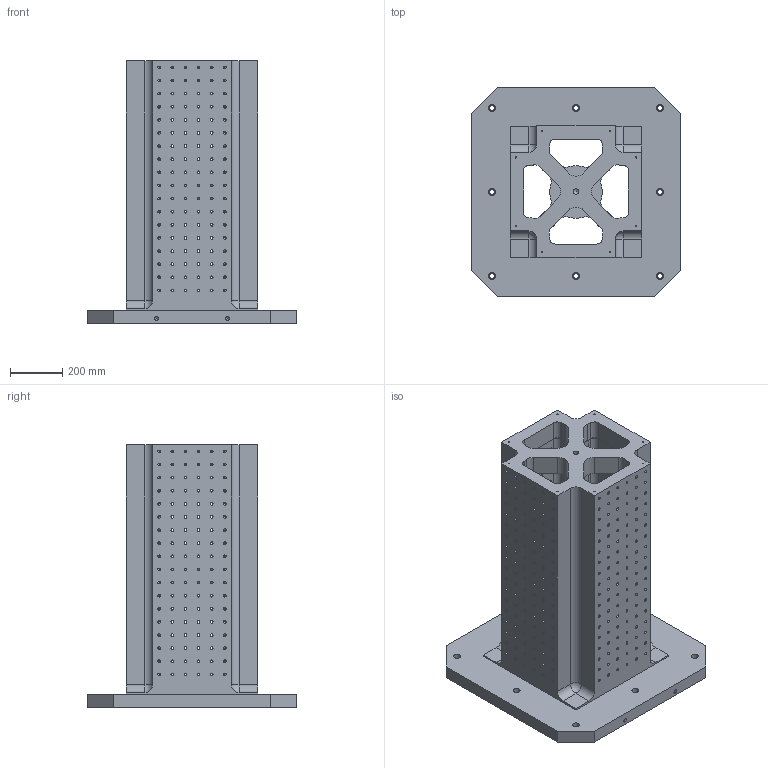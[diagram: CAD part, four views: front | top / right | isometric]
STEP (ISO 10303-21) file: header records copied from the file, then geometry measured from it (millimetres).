
FILE_DESCRIPTION( ( 'Unknown' ), '1' );
FILE_NAME( 'BP30-800800-1000-12.stp', 'Unknown', ( 'S.C.H' ), ( 'Unknown' ), 'XStep 1.0', 'Unknown', ' ' );
FILE_SCHEMA( ( 'CONFIG_CONTROL_DESIGN' ) );
Length unit declared in the file: millimetre
Products named in the file (1): 1
Bounding box: 800 x 800 x 1000 mm (x, y, z)
Volume: 100851960.3 mm3; surface area: 5454230.1 mm2
Topology: 1 solids, 1 shells, 1015 faces, 3104 edges, 2052 vertices
Faces by surface type: cylinder 608, cone 220, plane 111, torus 72, sphere 4
Full cylindrical faces by diameter (mm): 5 x8, 10.106 x432, 14 x3, 18 x8, 21 x1, 26 x8
Entity records: 30538 total; most frequent: CARTESIAN_POINT 6876, DIRECTION 5084, ORIENTED_EDGE 3688, AXIS2_PLACEMENT_3D 2320, EDGE_LOOP 2176, EDGE_CURVE 1844, VERTEX_POINT 1632, FACE_OUTER_BOUND 1475
